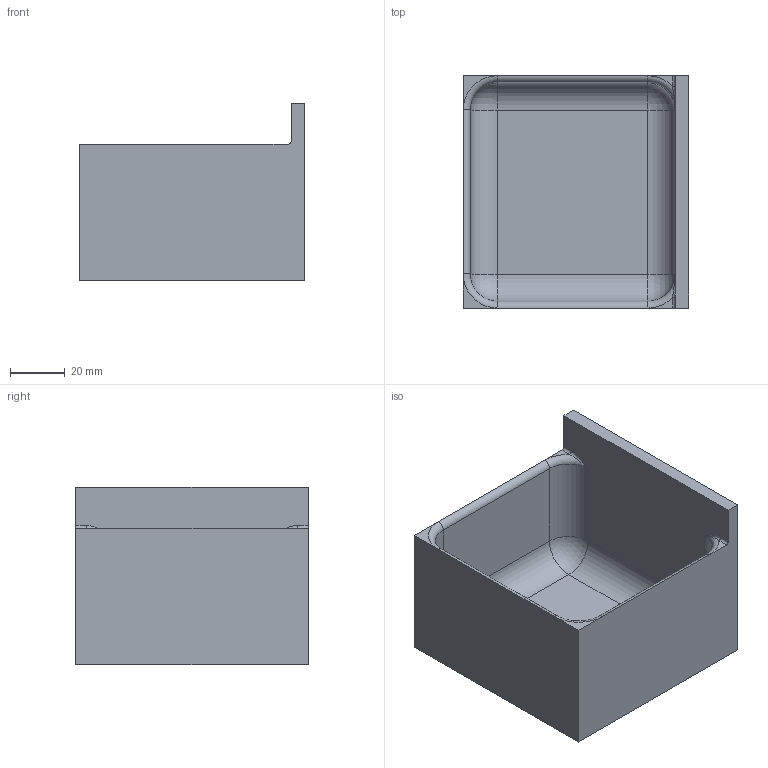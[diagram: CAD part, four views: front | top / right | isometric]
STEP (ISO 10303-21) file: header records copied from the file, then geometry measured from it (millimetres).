
FILE_DESCRIPTION(('HOOPS Exchange Step'),'2;1');
FILE_NAME('temp_export','2024-10-01T01:02:00-22:00',('sam'),('Shapr3D Limited'),'HOOPS Exchange 2024.2','Shapr3D','Authorized');
FILE_SCHEMA( ('AP242_MANAGED_MODEL_BASED_3D_ENGINEERING_MIM_LF {1 0 10303 442 1 1 4 }') );
Length unit declared in the file: millimetre
Products named in the file (1): Square
Bounding box: 82.5 x 85 x 65 mm (x, y, z)
Volume: 96540 mm3; surface area: 45107.2 mm2
Topology: 1 solids, 1 shells, 38 faces, 86 edges, 44 vertices
Faces by surface type: plane 15, cylinder 13, sphere 4, torus 4, bspline 2
Entity records: 1402 total; most frequent: CARTESIAN_POINT 554, DIRECTION 182, ORIENTED_EDGE 160, EDGE_CURVE 80, AXIS2_PLACEMENT_3D 68, VECTOR 46, LINE 46, VERTEX_POINT 44
